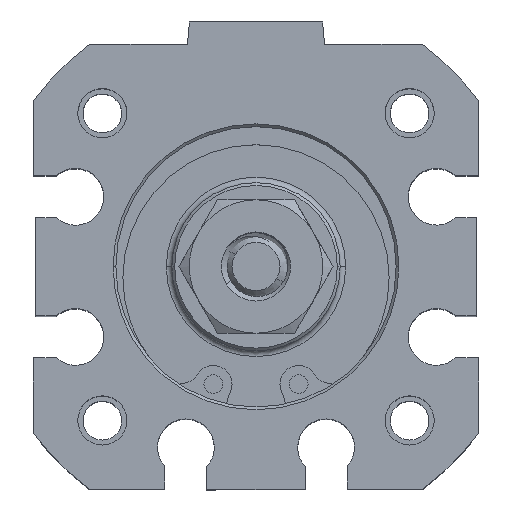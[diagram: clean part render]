
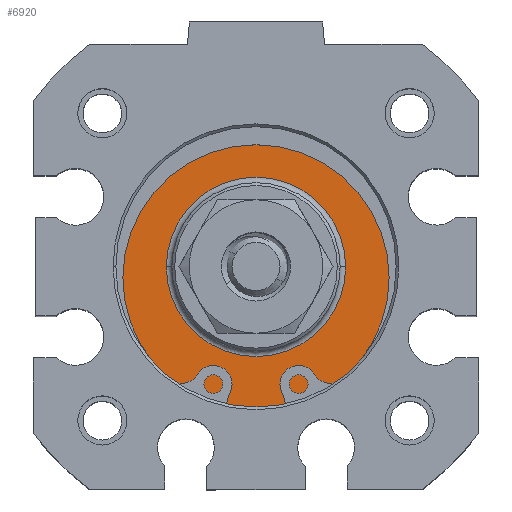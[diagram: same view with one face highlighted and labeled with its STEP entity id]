
A CAD part, top view. The second image highlights one B-rep face of the part: STEP entity #6920.
In plain terms, the highlighted planar face has unit normal (0, 0, 1).
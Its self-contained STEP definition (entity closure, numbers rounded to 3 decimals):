
#642 = DIRECTION ( 'NONE',  ( 0., 0., 1. ) ) ;
#856 = CARTESIAN_POINT ( 'NONE',  ( 10.5, 0., 11.337 ) ) ;
#995 = CARTESIAN_POINT ( 'NONE',  ( -10.5, 0., 11.337 ) ) ;
#1185 = DIRECTION ( 'NONE',  ( 0., 0., 1. ) ) ;
#1240 = DIRECTION ( 'NONE',  ( 0., 0., 1. ) ) ;
#1305 = EDGE_LOOP ( 'NONE', ( #2473, #7293 ) ) ;
#1466 = DIRECTION ( 'NONE',  ( 0., 0., -1. ) ) ;
#1804 = DIRECTION ( 'NONE',  ( 0., 0., -1. ) ) ;
#1997 = AXIS2_PLACEMENT_3D ( 'NONE', #4041, #1185, #5214 ) ;
#2231 = CIRCLE ( 'NONE', #7124, 6.4 ) ;
#2473 = ORIENTED_EDGE ( 'NONE', *, *, #5160, .T. ) ;
#2478 = CIRCLE ( 'NONE', #6001, 10.5 ) ;
#2605 = EDGE_LOOP ( 'NONE', ( #5003, #6121 ) ) ;
#2632 = FACE_BOUND ( 'NONE', #1305, .T. ) ;
#2880 = PLANE ( 'NONE',  #1997 ) ;
#3252 = EDGE_CURVE ( 'NONE', #6619, #5933, #6587, .T. ) ;
#3948 = CARTESIAN_POINT ( 'NONE',  ( 6.4, 0., 11.337 ) ) ;
#4041 = CARTESIAN_POINT ( 'NONE',  ( 0., 10.5, 11.337 ) ) ;
#4100 = CARTESIAN_POINT ( 'NONE',  ( 0., 0., 11.337 ) ) ;
#4337 = CARTESIAN_POINT ( 'NONE',  ( -6.4, 0., 11.337 ) ) ;
#4576 = VERTEX_POINT ( 'NONE', #3948 ) ;
#4674 = CARTESIAN_POINT ( 'NONE',  ( 0., 0., 11.337 ) ) ;
#4676 = DIRECTION ( 'NONE',  ( 1., 0., 0. ) ) ;
#4701 = VERTEX_POINT ( 'NONE', #4337 ) ;
#4906 = CARTESIAN_POINT ( 'NONE',  ( 0., 0., 11.337 ) ) ;
#5003 = ORIENTED_EDGE ( 'NONE', *, *, #3252, .T. ) ;
#5160 = EDGE_CURVE ( 'NONE', #4576, #4701, #2231, .T. ) ;
#5214 = DIRECTION ( 'NONE',  ( 1., 0., 0. ) ) ;
#5250 = CARTESIAN_POINT ( 'NONE',  ( 0., 0., 11.337 ) ) ;
#5267 = DIRECTION ( 'NONE',  ( 1., 0., 0. ) ) ;
#5432 = EDGE_CURVE ( 'NONE', #4701, #4576, #6512, .T. ) ;
#5492 = DIRECTION ( 'NONE',  ( 1., 0., 0. ) ) ;
#5684 = FACE_OUTER_BOUND ( 'NONE', #2605, .T. ) ;
#5798 = DIRECTION ( 'NONE',  ( 1., 0., 0. ) ) ;
#5933 = VERTEX_POINT ( 'NONE', #995 ) ;
#6001 = AXIS2_PLACEMENT_3D ( 'NONE', #4674, #1240, #5267 ) ;
#6121 = ORIENTED_EDGE ( 'NONE', *, *, #6304, .T. ) ;
#6304 = EDGE_CURVE ( 'NONE', #5933, #6619, #2478, .T. ) ;
#6512 = CIRCLE ( 'NONE', #7006, 6.4 ) ;
#6587 = CIRCLE ( 'NONE', #7301, 10.5 ) ;
#6619 = VERTEX_POINT ( 'NONE', #856 ) ;
#6920 = ADVANCED_FACE ( 'NONE', ( #2632, #5684 ), #2880, .T. ) ;
#7006 = AXIS2_PLACEMENT_3D ( 'NONE', #4906, #1466, #5492 ) ;
#7124 = AXIS2_PLACEMENT_3D ( 'NONE', #5250, #1804, #5798 ) ;
#7293 = ORIENTED_EDGE ( 'NONE', *, *, #5432, .T. ) ;
#7301 = AXIS2_PLACEMENT_3D ( 'NONE', #4100, #642, #4676 ) ;
